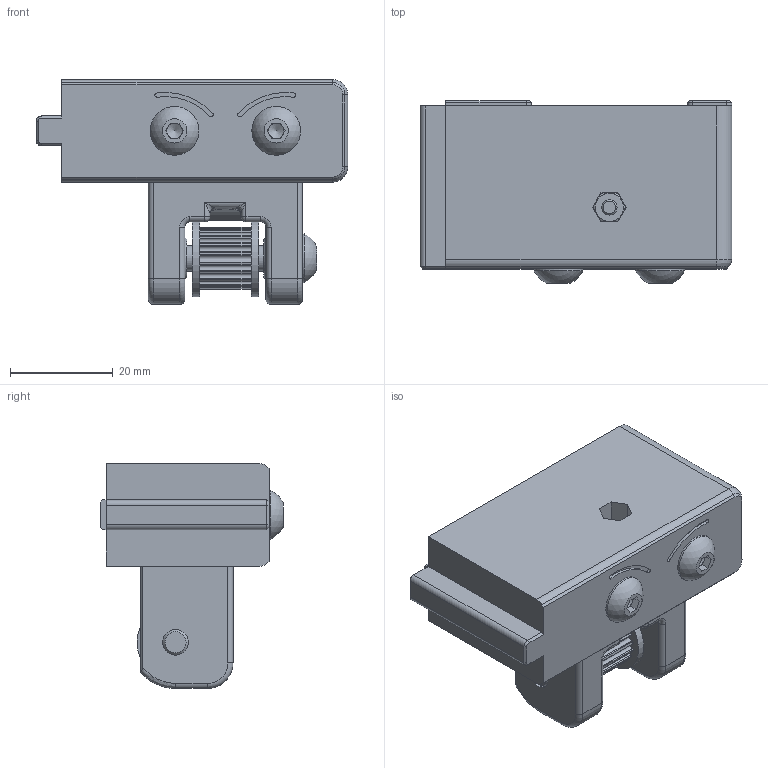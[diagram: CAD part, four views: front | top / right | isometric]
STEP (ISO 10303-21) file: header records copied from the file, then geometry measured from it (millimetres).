
FILE_DESCRIPTION(/* description */ (''),/* implementation_level */ '2;1');
FILE_NAME(/* name */ 'Z Idler A v2.step',/* time_stamp */ '2023-01-11T19:04:09-07:00',/* author */ (''),/* organization */ (''),/* preprocessor_version */ 'ST-DEVELOPER v19.2',/* originating_system */ 'Autodesk Translation Framework v11.17.0.187',/* authorisation */ '');
FILE_SCHEMA (('AUTOMOTIVE_DESIGN { 1 0 10303 214 3 1 1 }'));
Length unit declared in the file: millimetre
Products named in the file (8): Z Idler A; Z Tensioner 9mm (3); GT2 20T Idler Gates 9mm; M5x30 BHCS (20); M5x30 BHCS (10); M5x30 BHCS (11); M3 Hex Nut (2); M3x16 SHCS (15)
Assembly tree (7 placements, depth 3):
  Z Idler A
    Z Tensioner 9mm (3)
      GT2 20T Idler Gates 9mm
      M5x30 BHCS (20)
    M5x30 BHCS (10)
    M5x30 BHCS (11)
    M3 Hex Nut (2)
    M3x16 SHCS (15)
Bounding box: 60.71 x 35.5 x 43.83 mm (x, y, z)
Volume: 40926.1 mm3; surface area: 18033.3 mm2
Topology: 10 solids, 10 shells, 483 faces, 1151 edges, 689 vertices
Faces by surface type: cylinder 198, plane 174, cone 43, torus 31, bspline 29, sphere 8
Full cylindrical faces by diameter (mm): 3 x2, 3.2 x1, 3.4 x1, 5 x7, 5.4 x4, 5.5 x1, 5.8 x2, 6 x1, 8 x1, 8.2 x2, 9 x4, 9.5 x3, 15 x2
Entity records: 15334 total; most frequent: CARTESIAN_POINT 3863, DIRECTION 2499, ORIENTED_EDGE 2258, EDGE_CURVE 1129, AXIS2_PLACEMENT_3D 977, VERTEX_POINT 689, LINE 545, VECTOR 545
